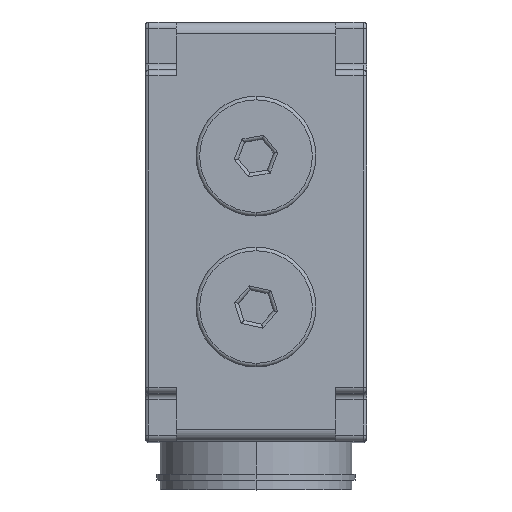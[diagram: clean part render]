
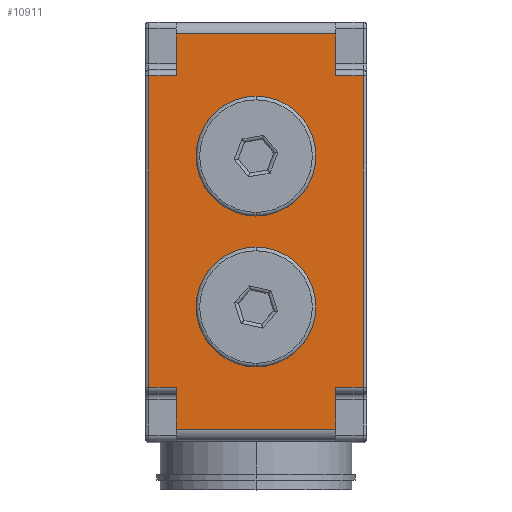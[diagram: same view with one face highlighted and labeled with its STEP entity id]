
A CAD part, top view. The second image highlights one B-rep face of the part: STEP entity #10911.
In plain terms, the highlighted planar face has unit normal (0, 0, 1).
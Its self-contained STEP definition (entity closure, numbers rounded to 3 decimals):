
#452 = VERTEX_POINT ( 'NONE', #2915 ) ;
#1877 = EDGE_CURVE ( 'NONE', #1889, #1923, #3094, .T. ) ;
#1889 = VERTEX_POINT ( 'NONE', #3063 ) ;
#1923 = VERTEX_POINT ( 'NONE', #3145 ) ;
#1971 = VERTEX_POINT ( 'NONE', #3238 ) ;
#1973 = EDGE_CURVE ( 'NONE', #1971, #452, #3230, .T. ) ;
#2915 = CARTESIAN_POINT ( 'NONE',  ( 0., 15., 355. ) ) ;
#3063 = CARTESIAN_POINT ( 'NONE',  ( 0., -15., 355. ) ) ;
#3090 = DIRECTION ( 'NONE',  ( 0., 1., 0. ) ) ;
#3091 = DIRECTION ( 'NONE',  ( 0., 0., -1. ) ) ;
#3092 = CARTESIAN_POINT ( 'NONE',  ( 0., -63., 355. ) ) ;
#3093 = AXIS2_PLACEMENT_3D ( 'NONE', #3092, #3091, #3090 ) ;
#3094 = CIRCLE ( 'NONE', #3093, 48. ) ;
#3145 = CARTESIAN_POINT ( 'NONE',  ( 0., -111., 355. ) ) ;
#3227 = DIRECTION ( 'NONE',  ( 0., 1., 0. ) ) ;
#3228 = DIRECTION ( 'NONE',  ( 0., 0., -1. ) ) ;
#3229 = AXIS2_PLACEMENT_3D ( 'NONE', #3236, #3228, #3227 ) ;
#3230 = CIRCLE ( 'NONE', #3229, 48. ) ;
#3236 = CARTESIAN_POINT ( 'NONE',  ( 0., 63., 355. ) ) ;
#3238 = CARTESIAN_POINT ( 'NONE',  ( 0., 111., 355. ) ) ;
#4907 = CARTESIAN_POINT ( 'NONE',  ( -89.5, 130., 355. ) ) ;
#4935 = CARTESIAN_POINT ( 'NONE',  ( -66.5, 130., 355. ) ) ;
#6833 = DIRECTION ( 'NONE',  ( 0., 1., 0. ) ) ;
#6834 = DIRECTION ( 'NONE',  ( 0., 0., -1. ) ) ;
#6835 = CARTESIAN_POINT ( 'NONE',  ( 0., 63., 355. ) ) ;
#6836 = AXIS2_PLACEMENT_3D ( 'NONE', #6835, #6834, #6833 ) ;
#6837 = CIRCLE ( 'NONE', #6836, 48. ) ;
#6855 = CARTESIAN_POINT ( 'NONE',  ( 66.5, -165., 355. ) ) ;
#6856 = DIRECTION ( 'NONE',  ( 0., 1., 0. ) ) ;
#6857 = DIRECTION ( 'NONE',  ( 0., 0., -1. ) ) ;
#6858 = CARTESIAN_POINT ( 'NONE',  ( 92.5, 175., 355. ) ) ;
#6859 = AXIS2_PLACEMENT_3D ( 'NONE', #6858, #6857, #6856 ) ;
#6860 = PLANE ( 'NONE',  #6859 ) ;
#6861 = FACE_OUTER_BOUND ( 'NONE', #10934, .T. ) ;
#6862 = FACE_BOUND ( 'NONE', #10894, .T. ) ;
#6863 = FACE_BOUND ( 'NONE', #10132, .T. ) ;
#6864 = DIRECTION ( 'NONE',  ( 0., 1., 0. ) ) ;
#6865 = DIRECTION ( 'NONE',  ( 0., 0., -1. ) ) ;
#6866 = CARTESIAN_POINT ( 'NONE',  ( 0., -63., 355. ) ) ;
#6867 = AXIS2_PLACEMENT_3D ( 'NONE', #6866, #6865, #6864 ) ;
#6868 = CIRCLE ( 'NONE', #6867, 48. ) ;
#6893 = CARTESIAN_POINT ( 'NONE',  ( -66.5, -165., 355. ) ) ;
#6895 = DIRECTION ( 'NONE',  ( 0., 1., 0. ) ) ;
#6896 = VECTOR ( 'NONE', #6895, 1000. ) ;
#6897 = CARTESIAN_POINT ( 'NONE',  ( -66.5, -175., 355. ) ) ;
#6898 = LINE ( 'NONE', #6897, #6896 ) ;
#6899 = DIRECTION ( 'NONE',  ( 1., 0., 0. ) ) ;
#6900 = VECTOR ( 'NONE', #6899, 1000. ) ;
#6901 = CARTESIAN_POINT ( 'NONE',  ( 92.5, -165., 355. ) ) ;
#6902 = LINE ( 'NONE', #6901, #6900 ) ;
#6924 = DIRECTION ( 'NONE',  ( 1., 0., 0. ) ) ;
#6925 = VECTOR ( 'NONE', #6924, 1000. ) ;
#6926 = CARTESIAN_POINT ( 'NONE',  ( 92.5, -130., 355. ) ) ;
#6927 = LINE ( 'NONE', #6926, #6925 ) ;
#6933 = DIRECTION ( 'NONE',  ( -1., 0., 0. ) ) ;
#6934 = VECTOR ( 'NONE', #6933, 1000. ) ;
#6935 = CARTESIAN_POINT ( 'NONE',  ( 92.5, 130., 355. ) ) ;
#6936 = LINE ( 'NONE', #6935, #6934 ) ;
#6938 = DIRECTION ( 'NONE',  ( 0., -1., 0. ) ) ;
#6939 = VECTOR ( 'NONE', #6938, 1000. ) ;
#6940 = CARTESIAN_POINT ( 'NONE',  ( -89.5, 175., 355. ) ) ;
#6941 = LINE ( 'NONE', #6940, #6939 ) ;
#6963 = CARTESIAN_POINT ( 'NONE',  ( -89.5, -130., 355. ) ) ;
#6965 = CARTESIAN_POINT ( 'NONE',  ( 66.5, 130., 355. ) ) ;
#6966 = CARTESIAN_POINT ( 'NONE',  ( -66.5, -130., 355. ) ) ;
#6972 = LINE ( 'NONE', #7038, #7037 ) ;
#6988 = CARTESIAN_POINT ( 'NONE',  ( 66.5, 165., 355. ) ) ;
#6989 = CARTESIAN_POINT ( 'NONE',  ( -66.5, 165., 355. ) ) ;
#6990 = DIRECTION ( 'NONE',  ( -1., 0., 0. ) ) ;
#6991 = VECTOR ( 'NONE', #6990, 1000. ) ;
#6992 = CARTESIAN_POINT ( 'NONE',  ( 92.5, 165., 355. ) ) ;
#6996 = LINE ( 'NONE', #6992, #6991 ) ;
#7007 = DIRECTION ( 'NONE',  ( -1., 0., 0. ) ) ;
#7008 = VECTOR ( 'NONE', #7007, 1000. ) ;
#7009 = CARTESIAN_POINT ( 'NONE',  ( 92.5, 130., 355. ) ) ;
#7010 = LINE ( 'NONE', #7009, #7008 ) ;
#7012 = CARTESIAN_POINT ( 'NONE',  ( 89.5, -130., 355. ) ) ;
#7013 = DIRECTION ( 'NONE',  ( 0., 1., 0. ) ) ;
#7014 = VECTOR ( 'NONE', #7013, 1000. ) ;
#7015 = CARTESIAN_POINT ( 'NONE',  ( 89.5, 130., 355. ) ) ;
#7016 = LINE ( 'NONE', #7015, #7014 ) ;
#7036 = DIRECTION ( 'NONE',  ( 0., -1., 0. ) ) ;
#7037 = VECTOR ( 'NONE', #7036, 1000. ) ;
#7038 = CARTESIAN_POINT ( 'NONE',  ( 66.5, 175., 355. ) ) ;
#7042 = DIRECTION ( 'NONE',  ( 0., 1., 0. ) ) ;
#7043 = VECTOR ( 'NONE', #7042, 1000. ) ;
#7044 = CARTESIAN_POINT ( 'NONE',  ( -66.5, 135., 355. ) ) ;
#7045 = LINE ( 'NONE', #7044, #7043 ) ;
#7056 = CARTESIAN_POINT ( 'NONE',  ( 66.5, -130., 355. ) ) ;
#7057 = DIRECTION ( 'NONE',  ( 0., -1., 0. ) ) ;
#7058 = VECTOR ( 'NONE', #7057, 1000. ) ;
#7059 = CARTESIAN_POINT ( 'NONE',  ( 66.5, -175., 355. ) ) ;
#7060 = LINE ( 'NONE', #7059, #7058 ) ;
#7066 = DIRECTION ( 'NONE',  ( 1., 0., 0. ) ) ;
#7067 = VECTOR ( 'NONE', #7066, 1000. ) ;
#7068 = CARTESIAN_POINT ( 'NONE',  ( 92.5, -130., 355. ) ) ;
#7069 = LINE ( 'NONE', #7068, #7067 ) ;
#7071 = CARTESIAN_POINT ( 'NONE',  ( 89.5, 130., 355. ) ) ;
#9783 = VERTEX_POINT ( 'NONE', #4907 ) ;
#9801 = VERTEX_POINT ( 'NONE', #4935 ) ;
#10132 = EDGE_LOOP ( 'NONE', ( #10917, #10913 ) ) ;
#10868 = ORIENTED_EDGE ( 'NONE', *, *, #1973, .T. ) ;
#10874 = EDGE_CURVE ( 'NONE', #452, #1971, #6837, .T. ) ;
#10876 = ORIENTED_EDGE ( 'NONE', *, *, #10874, .T. ) ;
#10894 = EDGE_LOOP ( 'NONE', ( #10868, #10876 ) ) ;
#10910 = EDGE_CURVE ( 'NONE', #1923, #1889, #6868, .T. ) ;
#10911 = ADVANCED_FACE ( 'NONE', ( #6863, #6862, #6861 ), #6860, .F. ) ;
#10912 = ORIENTED_EDGE ( 'NONE', *, *, #10927, .F. ) ;
#10913 = ORIENTED_EDGE ( 'NONE', *, *, #10910, .T. ) ;
#10914 = VERTEX_POINT ( 'NONE', #6855 ) ;
#10915 = ORIENTED_EDGE ( 'NONE', *, *, #11018, .F. ) ;
#10917 = ORIENTED_EDGE ( 'NONE', *, *, #1877, .T. ) ;
#10925 = EDGE_CURVE ( 'NONE', #10930, #10914, #6902, .T. ) ;
#10926 = ORIENTED_EDGE ( 'NONE', *, *, #10925, .T. ) ;
#10927 = EDGE_CURVE ( 'NONE', #10930, #10955, #6898, .T. ) ;
#10930 = VERTEX_POINT ( 'NONE', #6893 ) ;
#10934 = EDGE_LOOP ( 'NONE', ( #10936, #10982, #10953, #10912, #10926, #10915, #11020, #11009, #11011, #10995, #10973, #11031 ) ) ;
#10936 = ORIENTED_EDGE ( 'NONE', *, *, #10938, .T. ) ;
#10938 = EDGE_CURVE ( 'NONE', #9801, #9783, #6936, .T. ) ;
#10942 = EDGE_CURVE ( 'NONE', #10959, #10955, #6927, .T. ) ;
#10953 = ORIENTED_EDGE ( 'NONE', *, *, #10942, .T. ) ;
#10955 = VERTEX_POINT ( 'NONE', #6966 ) ;
#10957 = VERTEX_POINT ( 'NONE', #6965 ) ;
#10959 = VERTEX_POINT ( 'NONE', #6963 ) ;
#10969 = EDGE_CURVE ( 'NONE', #9783, #10959, #6941, .T. ) ;
#10973 = ORIENTED_EDGE ( 'NONE', *, *, #10978, .T. ) ;
#10978 = EDGE_CURVE ( 'NONE', #10981, #10980, #6996, .T. ) ;
#10980 = VERTEX_POINT ( 'NONE', #6989 ) ;
#10981 = VERTEX_POINT ( 'NONE', #6988 ) ;
#10982 = ORIENTED_EDGE ( 'NONE', *, *, #10969, .T. ) ;
#10994 = EDGE_CURVE ( 'NONE', #10981, #10957, #6972, .T. ) ;
#10995 = ORIENTED_EDGE ( 'NONE', *, *, #10994, .F. ) ;
#11006 = EDGE_CURVE ( 'NONE', #11007, #11010, #7016, .T. ) ;
#11007 = VERTEX_POINT ( 'NONE', #7012 ) ;
#11008 = EDGE_CURVE ( 'NONE', #11010, #10957, #7010, .T. ) ;
#11009 = ORIENTED_EDGE ( 'NONE', *, *, #11006, .T. ) ;
#11010 = VERTEX_POINT ( 'NONE', #7071 ) ;
#11011 = ORIENTED_EDGE ( 'NONE', *, *, #11008, .T. ) ;
#11012 = EDGE_CURVE ( 'NONE', #11019, #11007, #7069, .T. ) ;
#11018 = EDGE_CURVE ( 'NONE', #11019, #10914, #7060, .T. ) ;
#11019 = VERTEX_POINT ( 'NONE', #7056 ) ;
#11020 = ORIENTED_EDGE ( 'NONE', *, *, #11012, .T. ) ;
#11031 = ORIENTED_EDGE ( 'NONE', *, *, #11033, .F. ) ;
#11033 = EDGE_CURVE ( 'NONE', #9801, #10980, #7045, .T. ) ;
